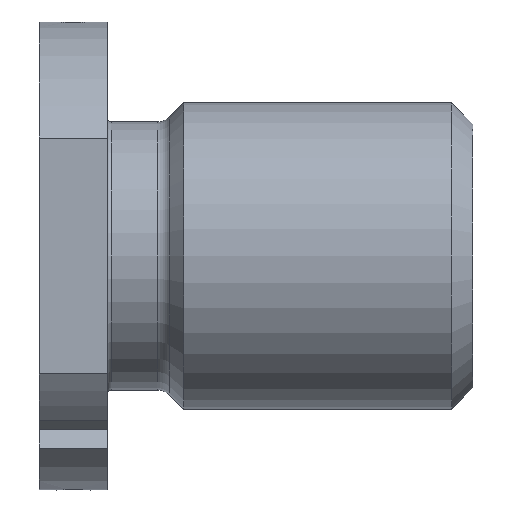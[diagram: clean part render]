
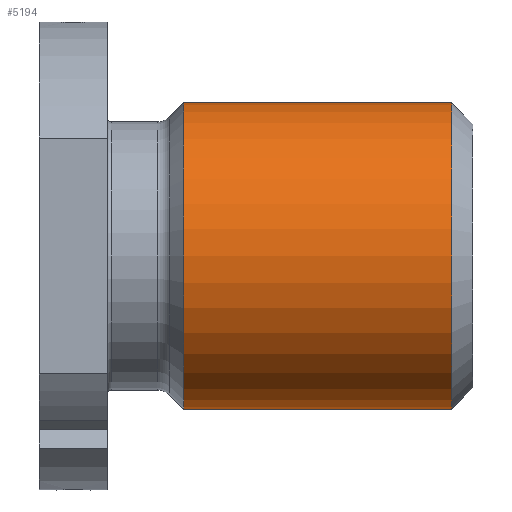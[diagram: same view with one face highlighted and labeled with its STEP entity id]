
A CAD part, front view. The second image highlights one B-rep face of the part: STEP entity #5194.
In plain terms, the highlighted cylindrical face has radius 36 mm (diameter 72 mm), a partial arc.
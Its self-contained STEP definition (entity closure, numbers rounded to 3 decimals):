
#1=CARTESIAN_POINT('',(97.,0.,0.));
#2=DIRECTION('',(-1.,0.,0.));
#3=DIRECTION('',(0.,0.,-1.));
#4=AXIS2_PLACEMENT_3D('',#1,#2,#3);
#19=DIRECTION('',(-1.,0.,0.));
#20=VECTOR('',#19,63.);
#21=CARTESIAN_POINT('',(97.,0.,-36.));
#22=LINE('',#21,#20);
#23=DIRECTION('',(-1.,0.,0.));
#24=VECTOR('',#23,63.);
#25=CARTESIAN_POINT('',(97.,0.,36.));
#26=LINE('',#25,#24);
#3882=CARTESIAN_POINT('',(34.,0.,0.));
#3883=DIRECTION('',(-1.,0.,0.));
#3884=DIRECTION('',(0.,0.,-1.));
#3885=AXIS2_PLACEMENT_3D('',#3882,#3883,#3884);
#3891=CARTESIAN_POINT('',(34.,0.,-36.));
#3892=CARTESIAN_POINT('',(34.,0.,36.));
#3893=VERTEX_POINT('',#3891);
#3894=VERTEX_POINT('',#3892);
#3895=CARTESIAN_POINT('',(97.,0.,-36.));
#3896=CARTESIAN_POINT('',(97.,0.,36.));
#3897=VERTEX_POINT('',#3895);
#3898=VERTEX_POINT('',#3896);
#5180=CARTESIAN_POINT('',(-5.1,0.,0.));
#5181=DIRECTION('',(1.,0.,0.));
#5182=DIRECTION('',(0.,0.,1.));
#5183=AXIS2_PLACEMENT_3D('',#5180,#5181,#5182);
#5184=CYLINDRICAL_SURFACE('',#5183,36.);
#5186=ORIENTED_EDGE('',*,*,#5185,.T.);
#5188=ORIENTED_EDGE('',*,*,#5187,.T.);
#5190=ORIENTED_EDGE('',*,*,#5189,.F.);
#5191=ORIENTED_EDGE('',*,*,#5170,.F.);
#5192=EDGE_LOOP('',(#5186,#5188,#5190,#5191));
#5193=FACE_OUTER_BOUND('',#5192,.F.);
#5194=ADVANCED_FACE('',(#5193),#5184,.T.);
#5=CIRCLE('',#4,36.);
#3886=CIRCLE('',#3885,36.);
#5170=EDGE_CURVE('',#3897,#3898,#5,.T.);
#5185=EDGE_CURVE('',#3897,#3893,#22,.T.);
#5187=EDGE_CURVE('',#3893,#3894,#3886,.T.);
#5189=EDGE_CURVE('',#3898,#3894,#26,.T.);
